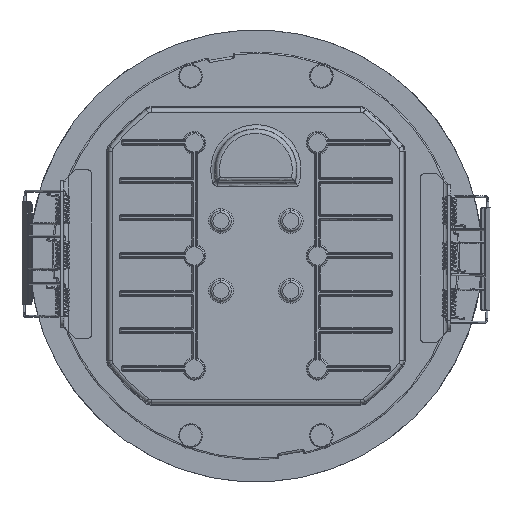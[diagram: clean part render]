
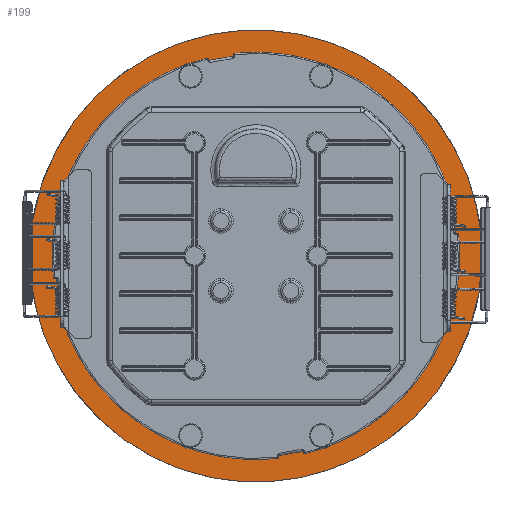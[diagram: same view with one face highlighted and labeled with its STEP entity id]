
A CAD part, top view. The second image highlights one B-rep face of the part: STEP entity #199.
In plain terms, the highlighted planar face has unit normal (0, 0, 1).
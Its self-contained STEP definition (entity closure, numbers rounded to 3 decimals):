
#199=ADVANCED_FACE('',(#3021,#2845),#42711,.T.);
#2845=FACE_BOUND('',#5807,.T.);
#3021=FACE_OUTER_BOUND('',#5806,.T.);
#5806=EDGE_LOOP('',(#9264,#9265));
#5807=EDGE_LOOP('',(#9266,#9267));
#9264=ORIENTED_EDGE('',*,*,#22616,.F.);
#9265=ORIENTED_EDGE('',*,*,#22617,.F.);
#9266=ORIENTED_EDGE('',*,*,#22621,.T.);
#9267=ORIENTED_EDGE('',*,*,#22622,.T.);
#22616=EDGE_CURVE('',#36332,#36333,#29224,.T.);
#22617=EDGE_CURVE('',#36333,#36332,#29225,.T.);
#22621=EDGE_CURVE('',#36336,#36337,#29228,.T.);
#22622=EDGE_CURVE('',#36337,#36336,#29229,.T.);
#29224=(
BOUNDED_CURVE()
B_SPLINE_CURVE(2,(#45868,#45869,#45870,#45871,#45872),.UNSPECIFIED.,.F.,
 .F.)
B_SPLINE_CURVE_WITH_KNOTS((3,2,3),(-691.15,-518.363,
-345.575),.UNSPECIFIED.)
CURVE()
GEOMETRIC_REPRESENTATION_ITEM()
RATIONAL_B_SPLINE_CURVE((1.,0.707,1.,0.707,1.))
REPRESENTATION_ITEM('')
);
#29225=(
BOUNDED_CURVE()
B_SPLINE_CURVE(2,(#45873,#45874,#45875,#45876,#45877),.UNSPECIFIED.,.F.,
 .F.)
B_SPLINE_CURVE_WITH_KNOTS((3,2,3),(-345.575,-172.788,
0.),.UNSPECIFIED.)
CURVE()
GEOMETRIC_REPRESENTATION_ITEM()
RATIONAL_B_SPLINE_CURVE((1.,0.707,1.,0.707,1.))
REPRESENTATION_ITEM('')
);
#29228=(
BOUNDED_CURVE()
B_SPLINE_CURVE(2,(#45890,#45891,#45892,#45893,#45894),.UNSPECIFIED.,.F.,
 .F.)
B_SPLINE_CURVE_WITH_KNOTS((3,2,3),(-245.044,-122.522,
0.),.UNSPECIFIED.)
CURVE()
GEOMETRIC_REPRESENTATION_ITEM()
RATIONAL_B_SPLINE_CURVE((1.,0.707,1.,0.707,1.))
REPRESENTATION_ITEM('')
);
#29229=(
BOUNDED_CURVE()
B_SPLINE_CURVE(2,(#45895,#45896,#45897,#45898,#45899),.UNSPECIFIED.,.F.,
 .F.)
B_SPLINE_CURVE_WITH_KNOTS((3,2,3),(-490.088,-367.566,
-245.044),.UNSPECIFIED.)
CURVE()
GEOMETRIC_REPRESENTATION_ITEM()
RATIONAL_B_SPLINE_CURVE((1.,0.707,1.,0.707,1.))
REPRESENTATION_ITEM('')
);
#36332=VERTEX_POINT('',#45850);
#36333=VERTEX_POINT('',#45851);
#36336=VERTEX_POINT('',#45854);
#36337=VERTEX_POINT('',#45855);
#42711=PLANE('',#43184);
#43184=AXIS2_PLACEMENT_3D('',#45807,#43573,$);
#43573=DIRECTION('',(0.,0.,1.));
#45807=CARTESIAN_POINT('',(132.61,140.006,-18.474));
#45850=CARTESIAN_POINT('',(110.,7.396,-18.474));
#45851=CARTESIAN_POINT('',(-110.,7.396,-18.474));
#45854=CARTESIAN_POINT('',(-78.,7.396,-18.474));
#45855=CARTESIAN_POINT('',(78.,7.396,-18.474));
#45868=CARTESIAN_POINT('',(110.,7.396,-18.474));
#45869=CARTESIAN_POINT('',(110.,-102.604,-18.474));
#45870=CARTESIAN_POINT('',(0.,-102.604,-18.474));
#45871=CARTESIAN_POINT('',(-110.,-102.604,-18.474));
#45872=CARTESIAN_POINT('',(-110.,7.396,-18.474));
#45873=CARTESIAN_POINT('',(-110.,7.396,-18.474));
#45874=CARTESIAN_POINT('',(-110.,117.396,-18.474));
#45875=CARTESIAN_POINT('',(0.,117.396,-18.474));
#45876=CARTESIAN_POINT('',(110.,117.396,-18.474));
#45877=CARTESIAN_POINT('',(110.,7.396,-18.474));
#45890=CARTESIAN_POINT('',(-78.,7.396,-18.474));
#45891=CARTESIAN_POINT('',(-78.,85.396,-18.474));
#45892=CARTESIAN_POINT('',(0.,85.396,-18.474));
#45893=CARTESIAN_POINT('',(78.,85.396,-18.474));
#45894=CARTESIAN_POINT('',(78.,7.396,-18.474));
#45895=CARTESIAN_POINT('',(78.,7.396,-18.474));
#45896=CARTESIAN_POINT('',(78.,-70.604,-18.474));
#45897=CARTESIAN_POINT('',(0.,-70.604,-18.474));
#45898=CARTESIAN_POINT('',(-78.,-70.604,-18.474));
#45899=CARTESIAN_POINT('',(-78.,7.396,-18.474));
